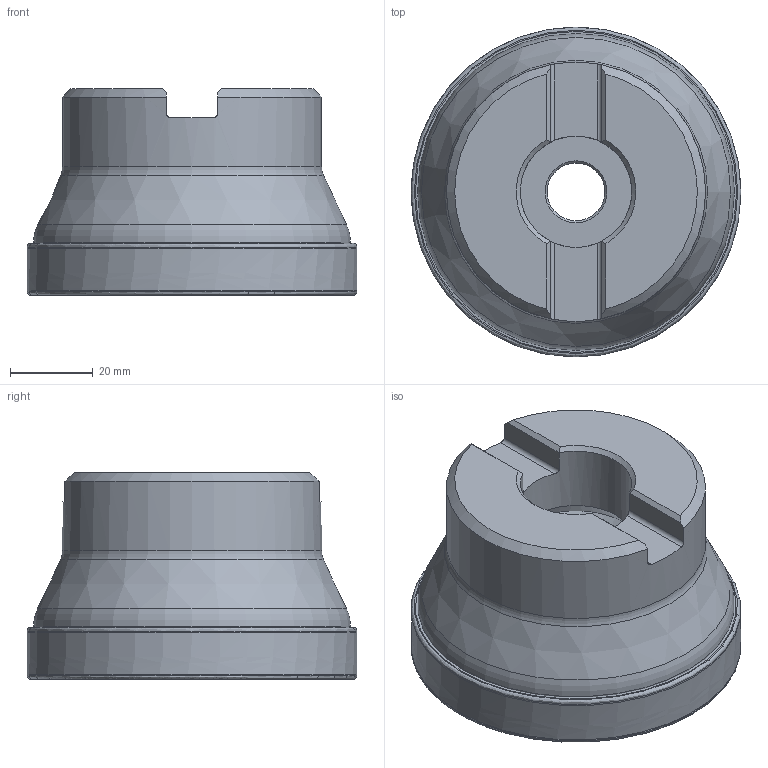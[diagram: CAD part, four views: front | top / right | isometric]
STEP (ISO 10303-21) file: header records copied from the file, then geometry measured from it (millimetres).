
FILE_DESCRIPTION(/* description */ (''),/* implementation_level */ '2;1');
FILE_NAME(/* name */ '80A06R-S90SD12-C_115010167ndi000_00-SIM.stp',/* time_stamp */ '2019-12-13T06:58:51+01:00',/* author */ (''),/* organization */ (''),/* preprocessor_version */ 'ST-DEVELOPER v16.7',/* originating_system */ 'SIEMENS PLM Software NX 12.0',/* authorisation */ '');
FILE_SCHEMA (('AUTOMOTIVE_DESIGN { 1 0 10303 214 3 1 1 1 }'));
Length unit declared in the file: millimetre
Products named in the file (1): hm1528183DC9fppa
Bounding box: 79.88 x 79.88 x 50.01 mm (x, y, z)
Volume: 176437.8 mm3; surface area: 32879 mm2
Topology: 2 solids, 2 shells, 59 faces, 153 edges, 97 vertices
Faces by surface type: revolution 16, plane 15, cone 12, cylinder 9, torus 7
Full cylindrical faces by diameter (mm): 14 x1, 27 x1, 38 x1, 62.8 x1, 76.75 x1
Entity records: 1893 total; most frequent: CARTESIAN_POINT 704, DIRECTION 228, ORIENTED_EDGE 188, EDGE_LOOP 98, EDGE_CURVE 94, AXIS2_PLACEMENT_3D 94, FACE_BOUND 78, VERTEX_POINT 74
